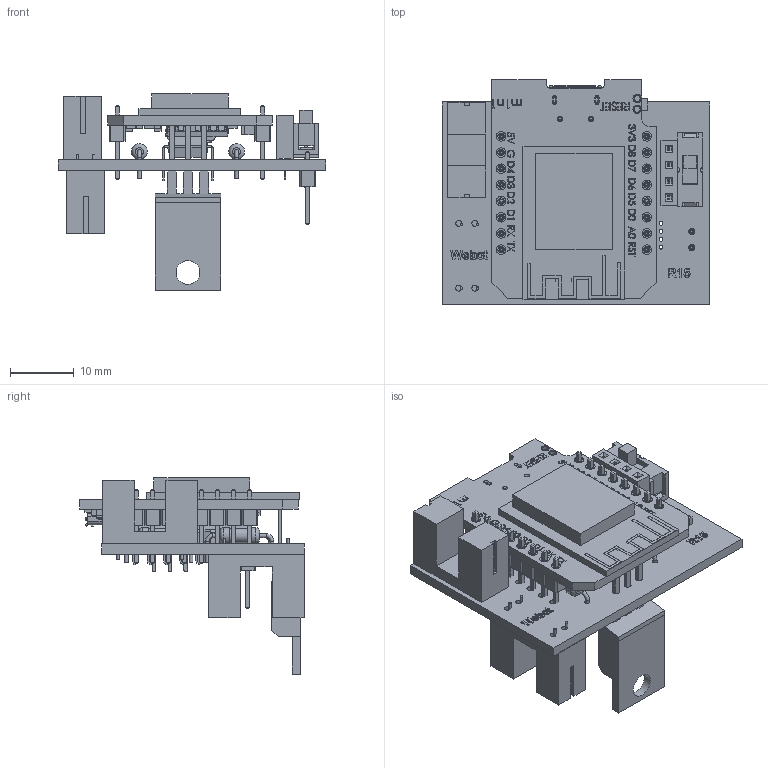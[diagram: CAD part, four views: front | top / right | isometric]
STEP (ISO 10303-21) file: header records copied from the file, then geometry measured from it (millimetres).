
FILE_DESCRIPTION(/* description */ (''),/* implementation_level */ '2;1');
FILE_NAME(/* name */ 'WebotRev15 v3.step',/* time_stamp */ '2019-01-13T05:48:52-06:00',/* author */ ('s.snipe'),/* organization */ (''),/* preprocessor_version */ 'ST-DEVELOPER v17.2',/* originating_system */ 'Autodesk Translation Framework v7.6.0.251',/* authorisation */ '');
FILE_SCHEMA (('AUTOMOTIVE_DESIGN { 1 0 10303 214 3 1 1 }'));
Products named in the file (17): WebotRev15; PinHeader_1x02_P2; SOLID; PinSocket_1x04_P2; SOLID (3); R_Axial_DIN0207_L6.3mm_D2.5mm_P10; SOLID (4); DIP-16_W7; SOLID (5); TO-220-3_Vertical; SOLID (6); COMPOUND; Wemos_d1_mini-detailed_assembly; WEMOS-D1-mini_detailed; Pin_header_str_1x08_p2_54mm; ITR9608; EG1218
Assembly tree (21 placements, depth 3):
  WebotRev15
    PinHeader_1x02_P2
      SOLID
    PinSocket_1x04_P2
      SOLID (3)
    R_Axial_DIN0207_L6.3mm_D2.5mm_P10  x4
      SOLID (4)
    DIP-16_W7
      SOLID (5)
    TO-220-3_Vertical
      SOLID (6)
    COMPOUND
    Wemos_d1_mini-detailed_assembly
      WEMOS-D1-mini_detailed
      Pin_header_str_1x08_p2_54mm  x2
    ITR9608  x2
    EG1218
Bounding box: 41.91 x 35.25 x 30.79 mm (x, y, z)
Volume: 7304 mm3; surface area: 11585.6 mm2
Topology: 44 solids, 44 shells, 2956 faces, 8008 edges, 5282 vertices
Faces by surface type: plane 2225, cylinder 374, bspline 339, torus 8, cone 6, sphere 4
Full cylindrical faces by diameter (mm): 0.4 x8, 0.6 x21, 0.8 x24, 0.9 x11, 0.95 x2, 1 x22, 1.016 x16, 1.1 x3, 1.3 x2, 1.5 x16, 2.25 x4, 2.5 x8, 3.735 x1
Entity records: 100473 total; most frequent: CARTESIAN_POINT 31535, ORIENTED_EDGE 14684, DIRECTION 12362, EDGE_CURVE 7342, LINE 5760, VECTOR 5760, VERTEX_POINT 4848, AXIS2_PLACEMENT_3D 3301
